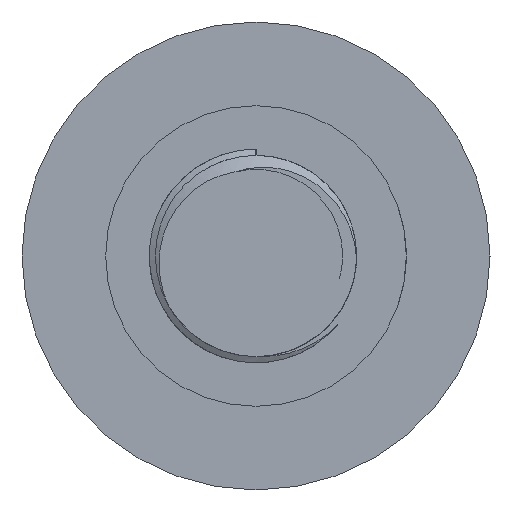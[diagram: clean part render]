
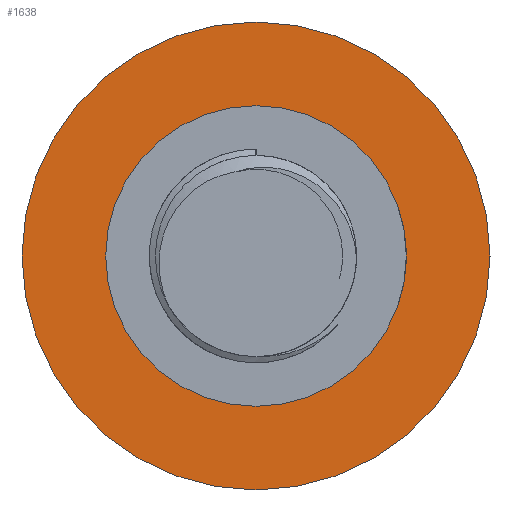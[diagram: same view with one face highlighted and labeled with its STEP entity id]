
A CAD part, left-side view. The second image highlights one B-rep face of the part: STEP entity #1638.
In plain terms, the highlighted planar face has unit normal (-1, 0, 0).
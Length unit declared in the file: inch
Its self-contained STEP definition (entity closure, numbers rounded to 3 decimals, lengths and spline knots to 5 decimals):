
#296 = CARTESIAN_POINT ( 'NONE',  ( -0.24, 0., -0.436 ) ) ;
#378 = FACE_BOUND ( 'NONE', #5777, .T. ) ;
#586 = EDGE_CURVE ( 'NONE', #1472, #1890, #3791, .T. ) ;
#627 = ORIENTED_EDGE ( 'NONE', *, *, #586, .T. ) ;
#1105 = CIRCLE ( 'NONE', #6259, 0.436 ) ;
#1421 = CARTESIAN_POINT ( 'NONE',  ( -0.24, 0., -0.28 ) ) ;
#1472 = VERTEX_POINT ( 'NONE', #296 ) ;
#1519 = AXIS2_PLACEMENT_3D ( 'NONE', #6926, #6904, #6897 ) ;
#1638 = ADVANCED_FACE ( 'NONE', ( #378, #5246 ), #8017, .F. ) ;
#1677 = ORIENTED_EDGE ( 'NONE', *, *, #6515, .F. ) ;
#1890 = VERTEX_POINT ( 'NONE', #4447 ) ;
#2087 = ORIENTED_EDGE ( 'NONE', *, *, #5948, .T. ) ;
#2338 = AXIS2_PLACEMENT_3D ( 'NONE', #6410, #6400, #6391 ) ;
#3164 = EDGE_LOOP ( 'NONE', ( #2087, #627 ) ) ;
#3788 = AXIS2_PLACEMENT_3D ( 'NONE', #6508, #6507, #6493 ) ;
#3791 = CIRCLE ( 'NONE', #3788, 0.436 ) ;
#4447 = CARTESIAN_POINT ( 'NONE',  ( -0.24, 0., 0.436 ) ) ;
#4453 = AXIS2_PLACEMENT_3D ( 'NONE', #7761, #7825, #8014 ) ;
#4644 = EDGE_CURVE ( 'NONE', #5531, #6525, #6246, .T. ) ;
#5246 = FACE_OUTER_BOUND ( 'NONE', #3164, .T. ) ;
#5323 = DIRECTION ( 'NONE',  ( 0., 0., 1. ) ) ;
#5331 = DIRECTION ( 'NONE',  ( -1., 0., 0. ) ) ;
#5348 = CARTESIAN_POINT ( 'NONE',  ( -0.24, 0., 0. ) ) ;
#5531 = VERTEX_POINT ( 'NONE', #1421 ) ;
#5777 = EDGE_LOOP ( 'NONE', ( #1677, #6779 ) ) ;
#5948 = EDGE_CURVE ( 'NONE', #1890, #1472, #1105, .T. ) ;
#6246 = CIRCLE ( 'NONE', #2338, 0.28 ) ;
#6259 = AXIS2_PLACEMENT_3D ( 'NONE', #5348, #5331, #5323 ) ;
#6391 = DIRECTION ( 'NONE',  ( 0., 0., 1. ) ) ;
#6400 = DIRECTION ( 'NONE',  ( -1., 0., 0. ) ) ;
#6410 = CARTESIAN_POINT ( 'NONE',  ( -0.24, 0., 0. ) ) ;
#6493 = DIRECTION ( 'NONE',  ( 0., 0., 1. ) ) ;
#6507 = DIRECTION ( 'NONE',  ( -1., 0., 0. ) ) ;
#6508 = CARTESIAN_POINT ( 'NONE',  ( -0.24, 0., 0. ) ) ;
#6515 = EDGE_CURVE ( 'NONE', #6525, #5531, #7148, .T. ) ;
#6525 = VERTEX_POINT ( 'NONE', #6888 ) ;
#6779 = ORIENTED_EDGE ( 'NONE', *, *, #4644, .F. ) ;
#6888 = CARTESIAN_POINT ( 'NONE',  ( -0.24, 0., 0.28 ) ) ;
#6897 = DIRECTION ( 'NONE',  ( 0., 0., 1. ) ) ;
#6904 = DIRECTION ( 'NONE',  ( -1., 0., 0. ) ) ;
#6926 = CARTESIAN_POINT ( 'NONE',  ( -0.24, 0., 0. ) ) ;
#7148 = CIRCLE ( 'NONE', #1519, 0.28 ) ;
#7761 = CARTESIAN_POINT ( 'NONE',  ( -0.24, 0., 0. ) ) ;
#7825 = DIRECTION ( 'NONE',  ( 1., 0., 0. ) ) ;
#8014 = DIRECTION ( 'NONE',  ( 0., 0., -1. ) ) ;
#8017 = PLANE ( 'NONE',  #4453 ) ;
